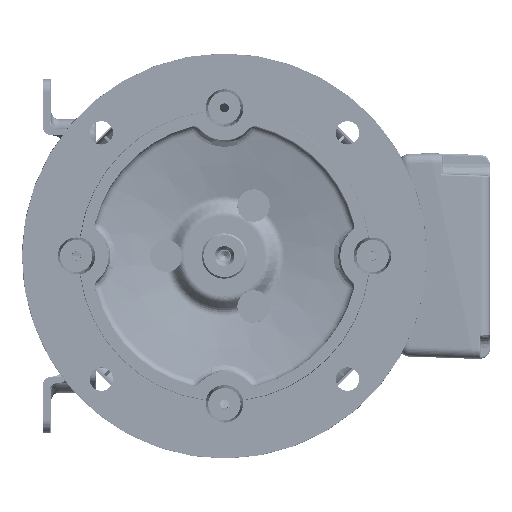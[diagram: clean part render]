
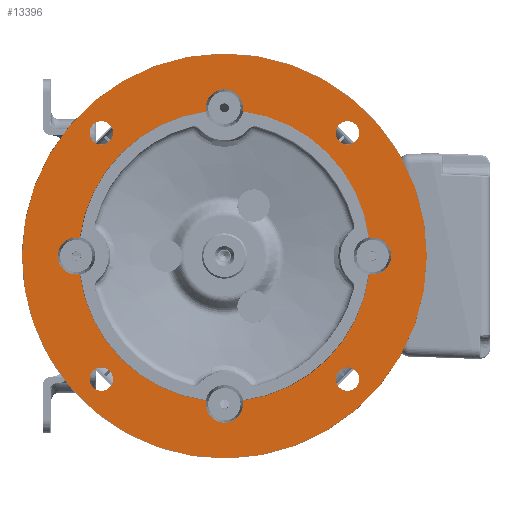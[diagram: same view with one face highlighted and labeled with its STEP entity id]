
A CAD part, front view. The second image highlights one B-rep face of the part: STEP entity #13396.
In plain terms, the highlighted planar face has unit normal (0, -1, 0).
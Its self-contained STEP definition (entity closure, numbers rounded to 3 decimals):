
#13396 = ADVANCED_FACE( '', ( #28071, #28072, #28073, #28074, #28075, #28076 ), #28077, .T. );
#28071 = FACE_BOUND( '', #80565, .T. );
#28072 = FACE_BOUND( '', #80566, .T. );
#28073 = FACE_BOUND( '', #80567, .T. );
#28074 = FACE_BOUND( '', #80568, .T. );
#28075 = FACE_BOUND( '', #80569, .T. );
#28076 = FACE_OUTER_BOUND( '', #80570, .T. );
#28077 = PLANE( '', #80571 );
#80565 = EDGE_LOOP( '', ( #125310, #125311, #125312, #125313, #125314, #125315, #125316, #125317 ) );
#80566 = EDGE_LOOP( '', ( #125318 ) );
#80567 = EDGE_LOOP( '', ( #125319 ) );
#80568 = EDGE_LOOP( '', ( #125320 ) );
#80569 = EDGE_LOOP( '', ( #125321 ) );
#80570 = EDGE_LOOP( '', ( #125322 ) );
#80571 = AXIS2_PLACEMENT_3D( '', #125323, #125324, #125325 );
#125310 = ORIENTED_EDGE( '', *, *, #133459, .F. );
#125311 = ORIENTED_EDGE( '', *, *, #135576, .F. );
#125312 = ORIENTED_EDGE( '', *, *, #134830, .F. );
#125313 = ORIENTED_EDGE( '', *, *, #144683, .F. );
#125314 = ORIENTED_EDGE( '', *, *, #141964, .F. );
#125315 = ORIENTED_EDGE( '', *, *, #146314, .F. );
#125316 = ORIENTED_EDGE( '', *, *, #142348, .F. );
#125317 = ORIENTED_EDGE( '', *, *, #146315, .F. );
#125318 = ORIENTED_EDGE( '', *, *, #144558, .T. );
#125319 = ORIENTED_EDGE( '', *, *, #135473, .T. );
#125320 = ORIENTED_EDGE( '', *, *, #144784, .T. );
#125321 = ORIENTED_EDGE( '', *, *, #136920, .T. );
#125322 = ORIENTED_EDGE( '', *, *, #138548, .T. );
#125323 = CARTESIAN_POINT( '', ( -90., -170., 0. ) );
#125324 = DIRECTION( '', ( 0., -1., 0. ) );
#125325 = DIRECTION( '', ( 1., 0., 0. ) );
#133459 = EDGE_CURVE( '', #153417, #153419, #153420, .T. );
#134830 = EDGE_CURVE( '', #155694, #155685, #155696, .T. );
#135473 = EDGE_CURVE( '', #156759, #156759, #156760, .T. );
#135576 = EDGE_CURVE( '', #155685, #153417, #156926, .T. );
#136920 = EDGE_CURVE( '', #159158, #159158, #159159, .T. );
#138548 = EDGE_CURVE( '', #161598, #161598, #161599, .T. );
#141964 = EDGE_CURVE( '', #166358, #166354, #166360, .T. );
#142348 = EDGE_CURVE( '', #166863, #166865, #166866, .T. );
#144558 = EDGE_CURVE( '', #169626, #169626, #169627, .T. );
#144683 = EDGE_CURVE( '', #166354, #155694, #169767, .T. );
#144784 = EDGE_CURVE( '', #169882, #169882, #169883, .T. );
#146314 = EDGE_CURVE( '', #166865, #166358, #171545, .T. );
#146315 = EDGE_CURVE( '', #153419, #166863, #171546, .T. );
#153417 = VERTEX_POINT( '', #190278 );
#153419 = VERTEX_POINT( '', #190283 );
#153420 = CIRCLE( '', #190284, 11.444 );
#155685 = VERTEX_POINT( '', #196379 );
#155694 = VERTEX_POINT( '', #196400 );
#155696 = CIRCLE( '', #196405, 11.444 );
#156759 = VERTEX_POINT( '', #199043 );
#156760 = CIRCLE( '', #199044, 7.25 );
#156926 = CIRCLE( '', #199329, 90. );
#159158 = VERTEX_POINT( '', #203359 );
#159159 = CIRCLE( '', #203360, 7.25 );
#161598 = VERTEX_POINT( '', #209960 );
#161599 = CIRCLE( '', #209961, 125. );
#166354 = VERTEX_POINT( '', #224051 );
#166358 = VERTEX_POINT( '', #224064 );
#166360 = CIRCLE( '', #224069, 11.444 );
#166863 = VERTEX_POINT( '', #225518 );
#166865 = VERTEX_POINT( '', #225523 );
#166866 = CIRCLE( '', #225524, 11.444 );
#169626 = VERTEX_POINT( '', #233000 );
#169627 = CIRCLE( '', #233001, 7.25 );
#169767 = CIRCLE( '', #233544, 90. );
#169882 = VERTEX_POINT( '', #234008 );
#169883 = CIRCLE( '', #234009, 7.25 );
#171545 = CIRCLE( '', #238681, 90. );
#171546 = CIRCLE( '', #238682, 90. );
#190278 = CARTESIAN_POINT( '', ( 11.229, -170., 89.297 ) );
#190283 = CARTESIAN_POINT( '', ( -11.229, -170., 89.297 ) );
#190284 = AXIS2_PLACEMENT_3D( '', #243996, #243997, #243998 );
#196379 = CARTESIAN_POINT( '', ( 89.297, -170., 11.229 ) );
#196400 = CARTESIAN_POINT( '', ( 89.297, -170., -11.229 ) );
#196405 = AXIS2_PLACEMENT_3D( '', #245628, #245629, #245630 );
#199043 = CARTESIAN_POINT( '', ( 83.264, -170., -76.014 ) );
#199044 = AXIS2_PLACEMENT_3D( '', #246398, #246399, #246400 );
#199329 = AXIS2_PLACEMENT_3D( '', #246540, #246541, #246542 );
#203359 = CARTESIAN_POINT( '', ( -83.264, -170., 76.014 ) );
#203360 = AXIS2_PLACEMENT_3D( '', #248635, #248636, #248637 );
#209960 = CARTESIAN_POINT( '', ( 125., -170., 0. ) );
#209961 = AXIS2_PLACEMENT_3D( '', #250511, #250512, #250513 );
#224051 = CARTESIAN_POINT( '', ( 11.229, -170., -89.297 ) );
#224064 = CARTESIAN_POINT( '', ( -11.229, -170., -89.297 ) );
#224069 = AXIS2_PLACEMENT_3D( '', #254216, #254217, #254218 );
#225518 = CARTESIAN_POINT( '', ( -89.297, -170., 11.229 ) );
#225523 = CARTESIAN_POINT( '', ( -89.297, -170., -11.229 ) );
#225524 = AXIS2_PLACEMENT_3D( '', #254597, #254598, #254599 );
#233000 = CARTESIAN_POINT( '', ( -76.014, -170., -83.264 ) );
#233001 = AXIS2_PLACEMENT_3D( '', #256975, #256976, #256977 );
#233544 = AXIS2_PLACEMENT_3D( '', #257056, #257057, #257058 );
#234008 = CARTESIAN_POINT( '', ( 76.014, -170., 83.264 ) );
#234009 = AXIS2_PLACEMENT_3D( '', #257117, #257118, #257119 );
#238681 = AXIS2_PLACEMENT_3D( '', #258153, #258154, #258155 );
#238682 = AXIS2_PLACEMENT_3D( '', #258156, #258157, #258158 );
#243996 = CARTESIAN_POINT( '', ( 0., -170., 91.5 ) );
#243997 = DIRECTION( '', ( 0., -1., 0. ) );
#243998 = DIRECTION( '', ( 1., 0., 0. ) );
#245628 = CARTESIAN_POINT( '', ( 91.5, -170., 0. ) );
#245629 = DIRECTION( '', ( 0., -1., 0. ) );
#245630 = DIRECTION( '', ( 1., 0., 0. ) );
#246398 = CARTESIAN_POINT( '', ( 76.014, -170., -76.014 ) );
#246399 = DIRECTION( '', ( 0., 1., 0. ) );
#246400 = DIRECTION( '', ( 1., 0., 0. ) );
#246540 = CARTESIAN_POINT( '', ( 0., -170., 0. ) );
#246541 = DIRECTION( '', ( 0., -1., 0. ) );
#246542 = DIRECTION( '', ( 1., 0., 0. ) );
#248635 = CARTESIAN_POINT( '', ( -76.014, -170., 76.014 ) );
#248636 = DIRECTION( '', ( 0., 1., 0. ) );
#248637 = DIRECTION( '', ( -1., 0., 0. ) );
#250511 = CARTESIAN_POINT( '', ( 0., -170., 0. ) );
#250512 = DIRECTION( '', ( 0., -1., 0. ) );
#250513 = DIRECTION( '', ( 1., 0., 0. ) );
#254216 = CARTESIAN_POINT( '', ( 0., -170., -91.5 ) );
#254217 = DIRECTION( '', ( 0., -1., 0. ) );
#254218 = DIRECTION( '', ( 1., 0., 0. ) );
#254597 = CARTESIAN_POINT( '', ( -91.5, -170., 0. ) );
#254598 = DIRECTION( '', ( 0., -1., 0. ) );
#254599 = DIRECTION( '', ( 1., 0., 0. ) );
#256975 = CARTESIAN_POINT( '', ( -76.014, -170., -76.014 ) );
#256976 = DIRECTION( '', ( 0., 1., 0. ) );
#256977 = DIRECTION( '', ( 0., 0., -1. ) );
#257056 = CARTESIAN_POINT( '', ( 0., -170., 0. ) );
#257057 = DIRECTION( '', ( 0., -1., 0. ) );
#257058 = DIRECTION( '', ( 1., 0., 0. ) );
#257117 = CARTESIAN_POINT( '', ( 76.014, -170., 76.014 ) );
#257118 = DIRECTION( '', ( 0., 1., 0. ) );
#257119 = DIRECTION( '', ( 0., 0., 1. ) );
#258153 = CARTESIAN_POINT( '', ( 0., -170., 0. ) );
#258154 = DIRECTION( '', ( 0., -1., 0. ) );
#258155 = DIRECTION( '', ( 1., 0., 0. ) );
#258156 = CARTESIAN_POINT( '', ( 0., -170., 0. ) );
#258157 = DIRECTION( '', ( 0., -1., 0. ) );
#258158 = DIRECTION( '', ( 1., 0., 0. ) );
